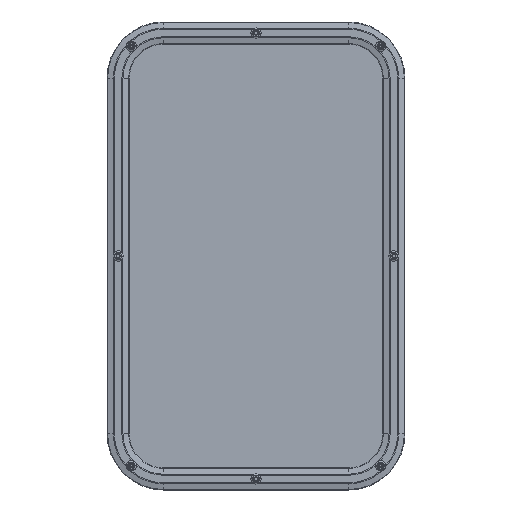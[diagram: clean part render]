
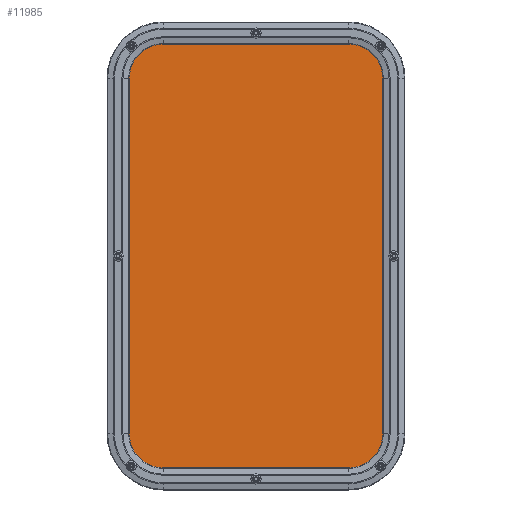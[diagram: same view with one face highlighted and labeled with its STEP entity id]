
A CAD part, left-side view. The second image highlights one B-rep face of the part: STEP entity #11985.
In plain terms, the highlighted face is planar.
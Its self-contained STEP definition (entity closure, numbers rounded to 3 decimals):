
#64 = DIRECTION ( 'NONE',  ( 0., 0., -1. ) ) ;
#292 = EDGE_CURVE ( 'NONE', #8172, #3378, #1651, .T. ) ;
#501 = CARTESIAN_POINT ( 'NONE',  ( 156., 0., 209.5 ) ) ;
#665 = DIRECTION ( 'NONE',  ( 0., 1., 0. ) ) ;
#895 = DIRECTION ( 'NONE',  ( 1., 0., 0. ) ) ;
#1082 = CARTESIAN_POINT ( 'NONE',  ( -109.5, 0., 256. ) ) ;
#1153 = ORIENTED_EDGE ( 'NONE', *, *, #9006, .F. ) ;
#1284 = EDGE_LOOP ( 'NONE', ( #10744, #10774, #1153, #12161, #6999, #11625, #9454, #5289 ) ) ;
#1556 = CARTESIAN_POINT ( 'NONE',  ( -156., 0., 209.5 ) ) ;
#1558 = DIRECTION ( 'NONE',  ( 0., 1., 0. ) ) ;
#1651 = CIRCLE ( 'NONE', #9105, 46.5 ) ;
#1784 = LINE ( 'NONE', #12833, #4090 ) ;
#2221 = LINE ( 'NONE', #8994, #7874 ) ;
#2825 = CARTESIAN_POINT ( 'NONE',  ( 109.5, 0., 209.5 ) ) ;
#3378 = VERTEX_POINT ( 'NONE', #12523 ) ;
#3478 = EDGE_CURVE ( 'NONE', #6930, #4541, #1784, .T. ) ;
#3551 = AXIS2_PLACEMENT_3D ( 'NONE', #3587, #665, #11392 ) ;
#3587 = CARTESIAN_POINT ( 'NONE',  ( -109.5, 0., -209.5 ) ) ;
#3745 = CIRCLE ( 'NONE', #10603, 46.5 ) ;
#3925 = DIRECTION ( 'NONE',  ( 0., 0., -1. ) ) ;
#4090 = VECTOR ( 'NONE', #3925, 1000. ) ;
#4119 = VECTOR ( 'NONE', #9590, 1000. ) ;
#4262 = EDGE_CURVE ( 'NONE', #3378, #8763, #11749, .T. ) ;
#4332 = CARTESIAN_POINT ( 'NONE',  ( 109.5, 0., 256. ) ) ;
#4541 = VERTEX_POINT ( 'NONE', #5430 ) ;
#4704 = DIRECTION ( 'NONE',  ( 0., 0., -1. ) ) ;
#4898 = EDGE_CURVE ( 'NONE', #10193, #7088, #2221, .T. ) ;
#5134 = AXIS2_PLACEMENT_3D ( 'NONE', #2825, #11616, #4704 ) ;
#5289 = ORIENTED_EDGE ( 'NONE', *, *, #4898, .F. ) ;
#5388 = AXIS2_PLACEMENT_3D ( 'NONE', #9948, #9149, #64 ) ;
#5430 = CARTESIAN_POINT ( 'NONE',  ( 156., 0., -209.5 ) ) ;
#6036 = CIRCLE ( 'NONE', #3551, 46.5 ) ;
#6070 = DIRECTION ( 'NONE',  ( -1., 0., 0. ) ) ;
#6273 = DIRECTION ( 'NONE',  ( 0., 0., -1. ) ) ;
#6311 = CARTESIAN_POINT ( 'NONE',  ( 109.5, 0., -209.5 ) ) ;
#6541 = CARTESIAN_POINT ( 'NONE',  ( -109.5, 0., 209.5 ) ) ;
#6930 = VERTEX_POINT ( 'NONE', #501 ) ;
#6999 = ORIENTED_EDGE ( 'NONE', *, *, #292, .F. ) ;
#7088 = VERTEX_POINT ( 'NONE', #8291 ) ;
#7525 = LINE ( 'NONE', #10693, #4119 ) ;
#7670 = CIRCLE ( 'NONE', #5134, 46.5 ) ;
#7874 = VECTOR ( 'NONE', #6070, 1000. ) ;
#7946 = FACE_OUTER_BOUND ( 'NONE', #1284, .T. ) ;
#8172 = VERTEX_POINT ( 'NONE', #1556 ) ;
#8191 = CARTESIAN_POINT ( 'NONE',  ( 109.5, 0., -256. ) ) ;
#8291 = CARTESIAN_POINT ( 'NONE',  ( -109.5, 0., -256. ) ) ;
#8763 = VERTEX_POINT ( 'NONE', #4332 ) ;
#8994 = CARTESIAN_POINT ( 'NONE',  ( -109.5, 0., -256. ) ) ;
#9006 = EDGE_CURVE ( 'NONE', #8763, #6930, #7670, .T. ) ;
#9105 = AXIS2_PLACEMENT_3D ( 'NONE', #6541, #12512, #6273 ) ;
#9149 = DIRECTION ( 'NONE',  ( 0., -1., 0. ) ) ;
#9454 = ORIENTED_EDGE ( 'NONE', *, *, #11720, .F. ) ;
#9560 = EDGE_CURVE ( 'NONE', #11419, #8172, #7525, .T. ) ;
#9590 = DIRECTION ( 'NONE',  ( 0., 0., 1. ) ) ;
#9723 = VECTOR ( 'NONE', #895, 1000. ) ;
#9948 = CARTESIAN_POINT ( 'NONE',  ( 109.5, 0., -209.5 ) ) ;
#10063 = PLANE ( 'NONE',  #5388 ) ;
#10193 = VERTEX_POINT ( 'NONE', #8191 ) ;
#10263 = DIRECTION ( 'NONE',  ( 0., 0., -1. ) ) ;
#10603 = AXIS2_PLACEMENT_3D ( 'NONE', #6311, #1558, #10263 ) ;
#10693 = CARTESIAN_POINT ( 'NONE',  ( -156., 0., -209.5 ) ) ;
#10744 = ORIENTED_EDGE ( 'NONE', *, *, #12275, .F. ) ;
#10774 = ORIENTED_EDGE ( 'NONE', *, *, #3478, .F. ) ;
#11191 = CARTESIAN_POINT ( 'NONE',  ( -156., 0., -209.5 ) ) ;
#11392 = DIRECTION ( 'NONE',  ( 0., 0., -1. ) ) ;
#11419 = VERTEX_POINT ( 'NONE', #11191 ) ;
#11616 = DIRECTION ( 'NONE',  ( 0., 1., 0. ) ) ;
#11625 = ORIENTED_EDGE ( 'NONE', *, *, #9560, .F. ) ;
#11720 = EDGE_CURVE ( 'NONE', #7088, #11419, #6036, .T. ) ;
#11749 = LINE ( 'NONE', #1082, #9723 ) ;
#11985 = ADVANCED_FACE ( 'NONE', ( #7946 ), #10063, .T. ) ;
#12161 = ORIENTED_EDGE ( 'NONE', *, *, #4262, .F. ) ;
#12275 = EDGE_CURVE ( 'NONE', #4541, #10193, #3745, .T. ) ;
#12512 = DIRECTION ( 'NONE',  ( 0., 1., 0. ) ) ;
#12523 = CARTESIAN_POINT ( 'NONE',  ( -109.5, 0., 256. ) ) ;
#12833 = CARTESIAN_POINT ( 'NONE',  ( 156., 0., -209.5 ) ) ;
